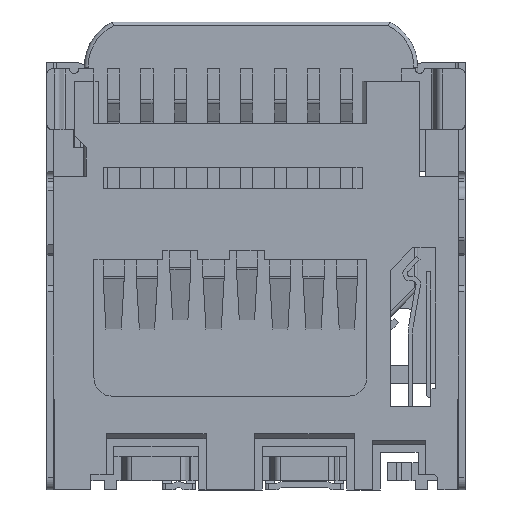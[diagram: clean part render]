
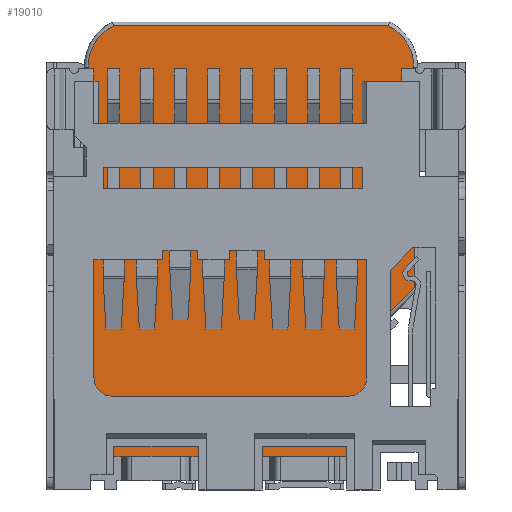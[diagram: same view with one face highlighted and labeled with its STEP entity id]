
A CAD part, front view. The second image highlights one B-rep face of the part: STEP entity #19010.
In plain terms, the highlighted face is planar.
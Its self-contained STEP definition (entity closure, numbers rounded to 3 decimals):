
#155=PLANE('',#20140);
#935=LINE('',#27585,#3160);
#936=LINE('',#27589,#3161);
#937=LINE('',#27593,#3162);
#938=LINE('',#27597,#3163);
#939=LINE('',#27599,#3164);
#940=LINE('',#27601,#3165);
#941=LINE('',#27603,#3166);
#942=LINE('',#27605,#3167);
#943=LINE('',#27607,#3168);
#944=LINE('',#27609,#3169);
#3160=VECTOR('',#21934,1000.);
#3161=VECTOR('',#21937,1000.);
#3162=VECTOR('',#21940,1000.);
#3163=VECTOR('',#21943,1000.);
#3164=VECTOR('',#21944,1000.);
#3165=VECTOR('',#21945,1000.);
#3166=VECTOR('',#21946,1000.);
#3167=VECTOR('',#21947,1000.);
#3168=VECTOR('',#21948,1000.);
#3169=VECTOR('',#21949,1000.);
#5704=FACE_OUTER_BOUND('',#6776,.T.);
#6776=EDGE_LOOP('',(#13310,#13311,#13312,#13313,#13314,#13315,#13316,#13317,
#13318,#13319,#13320,#13321,#13322,#13323));
#7911=CIRCLE('',#20141,1.516);
#7912=CIRCLE('',#20142,0.58);
#7913=CIRCLE('',#20143,0.58);
#7914=CIRCLE('',#20144,1.541);
#8547=VERTEX_POINT('',#27583);
#8548=VERTEX_POINT('',#27584);
#8549=VERTEX_POINT('',#27586);
#8550=VERTEX_POINT('',#27588);
#8551=VERTEX_POINT('',#27590);
#8552=VERTEX_POINT('',#27592);
#8553=VERTEX_POINT('',#27594);
#8554=VERTEX_POINT('',#27596);
#8555=VERTEX_POINT('',#27598);
#8556=VERTEX_POINT('',#27600);
#8557=VERTEX_POINT('',#27602);
#8558=VERTEX_POINT('',#27604);
#8559=VERTEX_POINT('',#27606);
#8560=VERTEX_POINT('',#27608);
#10412=EDGE_CURVE('',#8547,#8548,#935,.T.);
#10413=EDGE_CURVE('',#8548,#8549,#7911,.T.);
#10414=EDGE_CURVE('',#8549,#8550,#936,.T.);
#10415=EDGE_CURVE('',#8550,#8551,#7912,.T.);
#10416=EDGE_CURVE('',#8551,#8552,#937,.T.);
#10417=EDGE_CURVE('',#8552,#8553,#7913,.T.);
#10418=EDGE_CURVE('',#8553,#8554,#938,.T.);
#10419=EDGE_CURVE('',#8554,#8555,#939,.T.);
#10420=EDGE_CURVE('',#8555,#8556,#940,.T.);
#10421=EDGE_CURVE('',#8556,#8557,#941,.T.);
#10422=EDGE_CURVE('',#8557,#8558,#942,.T.);
#10423=EDGE_CURVE('',#8558,#8559,#943,.T.);
#10424=EDGE_CURVE('',#8559,#8560,#944,.T.);
#10425=EDGE_CURVE('',#8560,#8547,#7914,.T.);
#13310=ORIENTED_EDGE('',*,*,#10412,.T.);
#13311=ORIENTED_EDGE('',*,*,#10413,.T.);
#13312=ORIENTED_EDGE('',*,*,#10414,.T.);
#13313=ORIENTED_EDGE('',*,*,#10415,.T.);
#13314=ORIENTED_EDGE('',*,*,#10416,.T.);
#13315=ORIENTED_EDGE('',*,*,#10417,.T.);
#13316=ORIENTED_EDGE('',*,*,#10418,.T.);
#13317=ORIENTED_EDGE('',*,*,#10419,.T.);
#13318=ORIENTED_EDGE('',*,*,#10420,.T.);
#13319=ORIENTED_EDGE('',*,*,#10421,.T.);
#13320=ORIENTED_EDGE('',*,*,#10422,.T.);
#13321=ORIENTED_EDGE('',*,*,#10423,.T.);
#13322=ORIENTED_EDGE('',*,*,#10424,.T.);
#13323=ORIENTED_EDGE('',*,*,#10425,.T.);
#19010=ADVANCED_FACE('',(#5704),#155,.F.);
#20140=AXIS2_PLACEMENT_3D('',#27582,#21932,#21933);
#20141=AXIS2_PLACEMENT_3D('',#27587,#21935,#21936);
#20142=AXIS2_PLACEMENT_3D('',#27591,#21938,#21939);
#20143=AXIS2_PLACEMENT_3D('',#27595,#21941,#21942);
#20144=AXIS2_PLACEMENT_3D('',#27610,#21950,#21951);
#21932=DIRECTION('center_axis',(0.,0.,1.));
#21933=DIRECTION('ref_axis',(1.,0.,0.));
#21934=DIRECTION('',(-1.,0.,0.));
#21935=DIRECTION('center_axis',(0.,0.,-1.));
#21936=DIRECTION('ref_axis',(1.,0.,0.));
#21937=DIRECTION('',(0.,1.,0.));
#21938=DIRECTION('center_axis',(0.,0.,-1.));
#21939=DIRECTION('ref_axis',(1.,0.,0.));
#21940=DIRECTION('',(1.,0.,0.));
#21941=DIRECTION('center_axis',(0.,0.,-1.));
#21942=DIRECTION('ref_axis',(1.,0.,0.));
#21943=DIRECTION('',(0.,-1.,0.));
#21944=DIRECTION('',(0.704,-0.71,0.));
#21945=DIRECTION('',(0.,-1.,0.));
#21946=DIRECTION('',(-0.868,-0.496,0.));
#21947=DIRECTION('',(0.,-1.,0.));
#21948=DIRECTION('',(0.636,-0.772,0.));
#21949=DIRECTION('',(0.,-1.,0.));
#21950=DIRECTION('center_axis',(0.,0.,-1.));
#21951=DIRECTION('ref_axis',(1.,0.,0.));
#27582=CARTESIAN_POINT('Origin',(18.388,9.033,0.));
#27583=CARTESIAN_POINT('',(28.497,9.158,0.));
#27584=CARTESIAN_POINT('',(19.411,9.158,0.));
#27585=CARTESIAN_POINT('',(18.388,9.158,0.));
#27586=CARTESIAN_POINT('',(18.579,10.521,0.));
#27587=CARTESIAN_POINT('Origin',(20.095,10.512,0.));
#27588=CARTESIAN_POINT('',(18.579,23.412,0.));
#27589=CARTESIAN_POINT('',(18.579,9.033,0.));
#27590=CARTESIAN_POINT('',(19.153,23.908,0.));
#27591=CARTESIAN_POINT('Origin',(19.153,23.328,0.));
#27592=CARTESIAN_POINT('',(27.484,23.908,0.));
#27593=CARTESIAN_POINT('',(27.483,23.908,0.));
#27594=CARTESIAN_POINT('',(28.06,23.412,0.));
#27595=CARTESIAN_POINT('Origin',(27.486,23.328,0.));
#27596=CARTESIAN_POINT('',(28.06,19.096,0.));
#27597=CARTESIAN_POINT('',(28.06,19.148,0.));
#27598=CARTESIAN_POINT('',(29.341,17.805,0.));
#27599=CARTESIAN_POINT('',(29.377,17.768,0.));
#27600=CARTESIAN_POINT('',(29.341,16.478,0.));
#27601=CARTESIAN_POINT('',(29.341,16.405,0.));
#27602=CARTESIAN_POINT('',(28.685,16.103,0.));
#27603=CARTESIAN_POINT('',(17.874,9.933,0.));
#27604=CARTESIAN_POINT('',(28.685,15.043,0.));
#27605=CARTESIAN_POINT('',(28.685,15.087,0.));
#27606=CARTESIAN_POINT('',(29.33,14.259,0.));
#27607=CARTESIAN_POINT('',(29.359,14.224,0.));
#27608=CARTESIAN_POINT('',(29.33,10.522,0.));
#27609=CARTESIAN_POINT('',(29.33,10.522,0.));
#27610=CARTESIAN_POINT('Origin',(27.789,10.527,0.));
